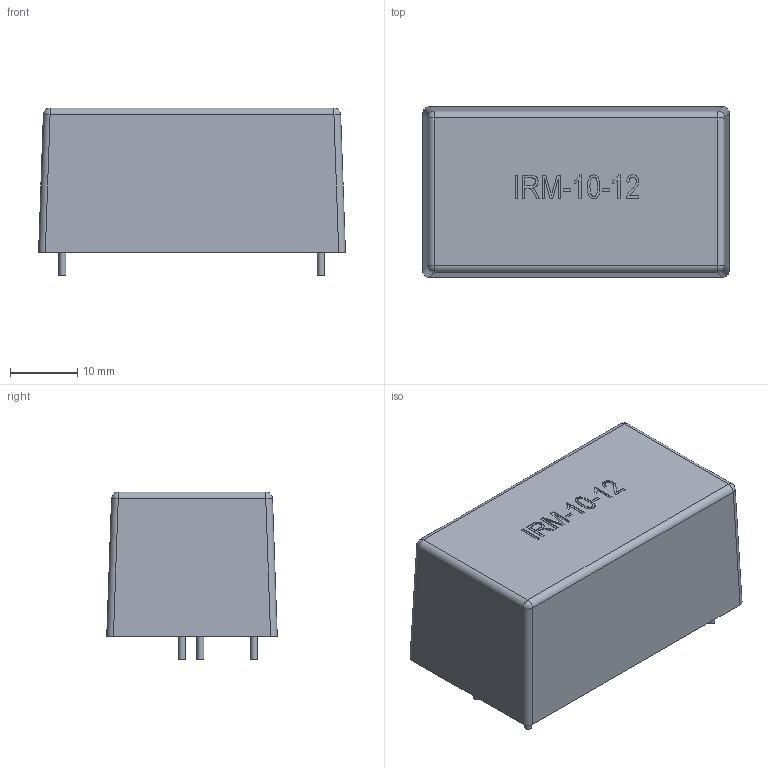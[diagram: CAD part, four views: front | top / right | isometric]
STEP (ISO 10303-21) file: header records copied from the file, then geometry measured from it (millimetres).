
FILE_DESCRIPTION(/* description */ (''),/* implementation_level */ '2;1');
FILE_NAME(/* name */ 'IRM-05-12 v1.step',/* time_stamp */ '2021-09-14T09:52:25+03:00',/* author */ (''),/* organization */ (''),/* preprocessor_version */ 'ST-DEVELOPER v18.1',/* originating_system */ 'Autodesk Translation Framework v10.10.0.1391',/* authorisation */ '');
FILE_SCHEMA (('AUTOMOTIVE_DESIGN { 1 0 10303 214 3 1 1 }'));
Length unit declared in the file: millimetre
Products named in the file (2): IRM-05-12; 30592128.f3d 
Assembly tree (1 placements, depth 2):
  IRM-05-12
    30592128.f3d 
Bounding box: 45.7 x 25.4 x 25 mm (x, y, z)
Volume: 23790.4 mm3; surface area: 5183.1 mm2
Topology: 5 solids, 5 shells, 121 faces, 288 edges, 188 vertices
Faces by surface type: plane 76, bspline 29, cylinder 12, sphere 4
Full cylindrical faces by diameter (mm): 1.04 x4
Entity records: 5158 total; most frequent: CARTESIAN_POINT 2341, ORIENTED_EDGE 576, DIRECTION 444, EDGE_CURVE 288, LINE 206, VECTOR 206, VERTEX_POINT 188, EDGE_LOOP 132
